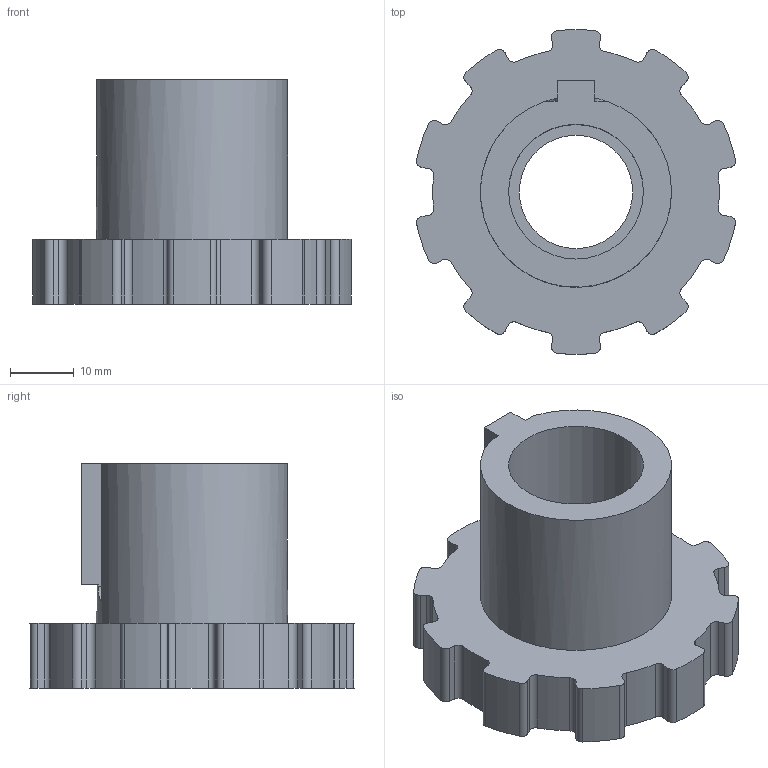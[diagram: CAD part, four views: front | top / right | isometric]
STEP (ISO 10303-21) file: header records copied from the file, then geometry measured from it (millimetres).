
FILE_DESCRIPTION( ( 'STEP AP203' ), '1' );
FILE_NAME( ' ', ' ', ( ' ' ), ( ' ' ), 'PSStep 10.0', ' ', ' ' );
FILE_SCHEMA( ( 'CONFIG_CONTROL_DESIGN' ) );
Length unit declared in the file: millimetre
Products named in the file (1): 1
Bounding box: 50.04 x 50.96 x 35.2 mm (x, y, z)
Volume: 22554.4 mm3; surface area: 9839.3 mm2
Topology: 1 solids, 1 shells, 100 faces, 287 edges, 191 vertices
Faces by surface type: cylinder 67, plane 32, cone 1
Full cylindrical faces by diameter (mm): 21.15 x1, 28.2 x1, 30 x1
Entity records: 3376 total; most frequent: DIRECTION 618, CARTESIAN_POINT 595, ORIENTED_EDGE 564, EDGE_CURVE 282, AXIS2_PLACEMENT_3D 237, VERTEX_POINT 190, LINE 144, VECTOR 144
